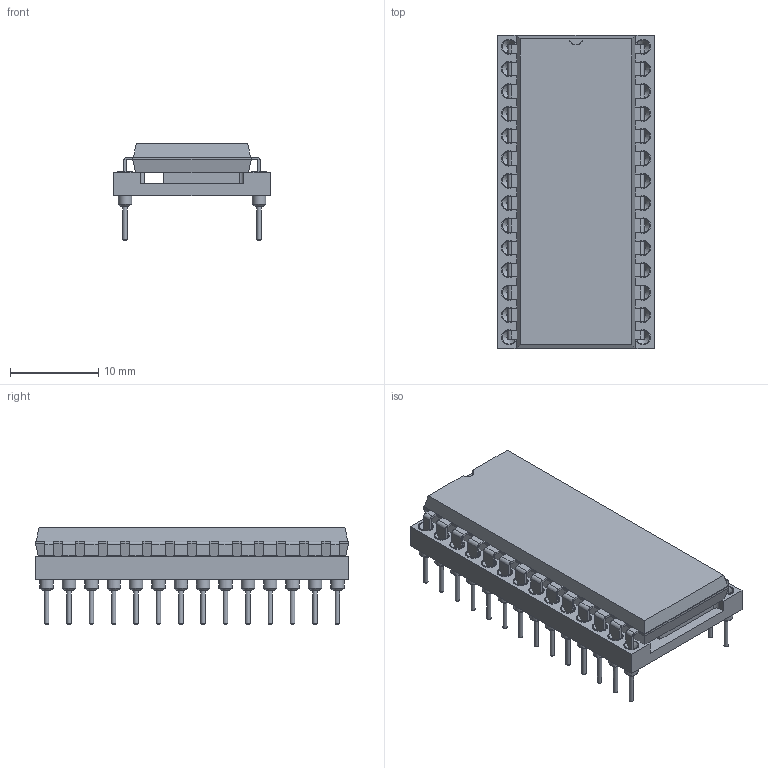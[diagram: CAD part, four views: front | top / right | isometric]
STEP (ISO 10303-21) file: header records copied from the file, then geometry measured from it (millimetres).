
FILE_DESCRIPTION(('FreeCAD Model'),'2;1');
FILE_NAME('Open CASCADE Shape Model','2025-04-20T22:36:06',('Author'),( ''),'Open CASCADE STEP processor 7.7','FreeCAD','Unknown');
FILE_SCHEMA(('AUTOMOTIVE_DESIGN { 1 0 10303 214 1 1 1 1 }'));
Length unit declared in the file: millimetre
Products named in the file (3): Unnamed; DIP-28_W15.24mm; DIP_28_W1524mm_Socket
Assembly tree (2 placements, depth 2):
  Unnamed
    DIP-28_W15.24mm
    DIP_28_W1524mm_Socket
Bounding box: 17.78 x 35.56 x 10.96 mm (x, y, z)
Volume: 2312.9 mm3; surface area: 3150.3 mm2
Topology: 2 solids, 2 shells, 863 faces, 1982 edges, 1261 vertices
Faces by surface type: plane 558, cylinder 181, cone 84, bspline 40
Full cylindrical faces by diameter (mm): 0.508 x56, 1.524 x28, 1.724 x28
Entity records: 29653 total; most frequent: CARTESIAN_POINT 4545, DIRECTION 4091, ORIENTED_EDGE 3964, EDGE_CURVE 1982, LINE 1487, VECTOR 1487, AXIS2_PLACEMENT_3D 1302, VERTEX_POINT 1261
